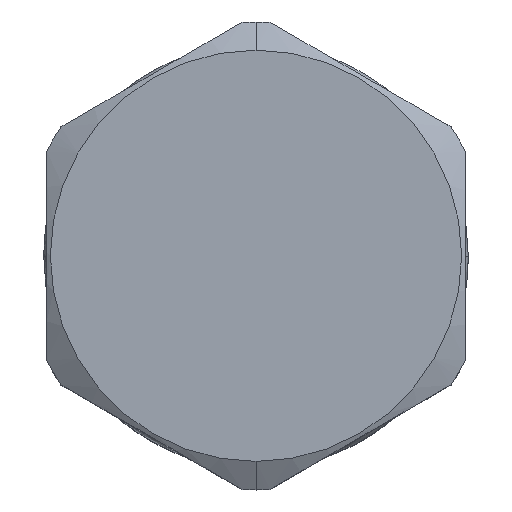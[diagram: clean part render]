
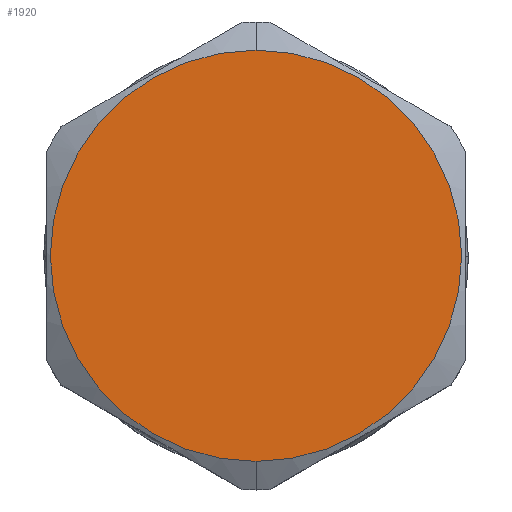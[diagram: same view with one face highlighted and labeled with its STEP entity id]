
A CAD part, top view. The second image highlights one B-rep face of the part: STEP entity #1920.
In plain terms, the highlighted planar face has unit normal (0, 0, 1).
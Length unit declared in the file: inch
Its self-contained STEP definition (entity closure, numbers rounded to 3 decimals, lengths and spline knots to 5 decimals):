
#702=CARTESIAN_POINT('',(0.,0.,1.187));
#703=DIRECTION('',(0.,0.,1.));
#704=DIRECTION('',(0.,-1.,0.));
#705=AXIS2_PLACEMENT_3D('',#702,#703,#704);
#707=CARTESIAN_POINT('',(0.,0.,1.187));
#708=DIRECTION('',(0.,0.,1.));
#709=DIRECTION('',(0.,1.,0.));
#710=AXIS2_PLACEMENT_3D('',#707,#708,#709);
#943=CARTESIAN_POINT('',(0.,-0.43,1.187));
#944=CARTESIAN_POINT('',(0.,0.43,1.187));
#945=VERTEX_POINT('',#943);
#946=VERTEX_POINT('',#944);
#1911=CARTESIAN_POINT('',(0.,0.,1.187));
#1912=DIRECTION('',(0.,0.,1.));
#1913=DIRECTION('',(0.,1.,0.));
#1914=AXIS2_PLACEMENT_3D('',#1911,#1912,#1913);
#1915=PLANE('',#1914);
#1916=ORIENTED_EDGE('',*,*,#1744,.F.);
#1917=ORIENTED_EDGE('',*,*,#1902,.F.);
#1918=EDGE_LOOP('',(#1916,#1917));
#1919=FACE_OUTER_BOUND('',#1918,.F.);
#1920=ADVANCED_FACE('',(#1919),#1915,.T.);
#706=CIRCLE('',#705,0.43);
#711=CIRCLE('',#710,0.43);
#1744=EDGE_CURVE('',#945,#946,#706,.T.);
#1902=EDGE_CURVE('',#946,#945,#711,.T.);
